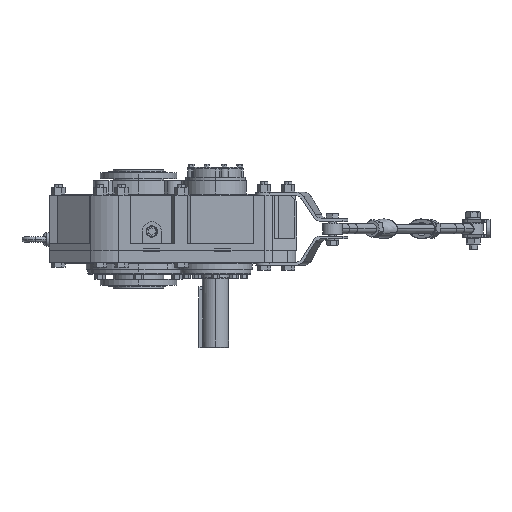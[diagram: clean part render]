
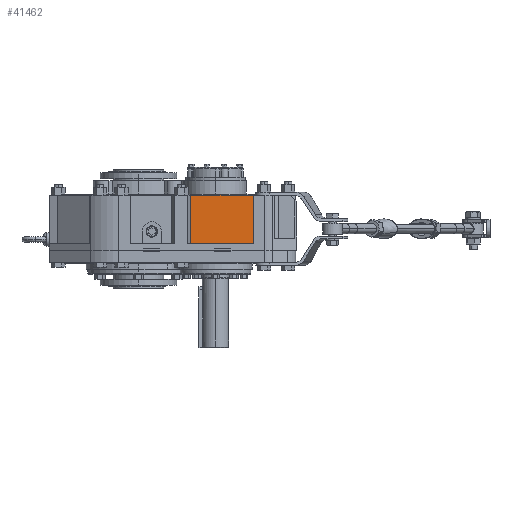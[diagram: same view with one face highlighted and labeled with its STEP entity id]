
A CAD part, left-side view. The second image highlights one B-rep face of the part: STEP entity #41462.
In plain terms, the highlighted planar face has unit normal (-1, 0, 0).
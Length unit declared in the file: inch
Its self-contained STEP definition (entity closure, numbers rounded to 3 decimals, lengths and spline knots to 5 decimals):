
#541 = LINE ( 'NONE', #19075, #30913 ) ;
#1709 = ORIENTED_EDGE ( 'NONE', *, *, #29036, .T. ) ;
#2643 = DIRECTION ( 'NONE',  ( 0., -1., 0. ) ) ;
#2845 = ORIENTED_EDGE ( 'NONE', *, *, #3259, .F. ) ;
#3259 = EDGE_CURVE ( 'NONE', #14239, #45317, #29649, .T. ) ;
#3822 = CARTESIAN_POINT ( 'NONE',  ( -5.98425, -8.46457, 0.47244 ) ) ;
#4138 = CARTESIAN_POINT ( 'NONE',  ( -5.98425, 0., 0.47244 ) ) ;
#4821 = VERTEX_POINT ( 'NONE', #35480 ) ;
#4928 = DIRECTION ( 'NONE',  ( 0., -1., 0. ) ) ;
#9176 = CARTESIAN_POINT ( 'NONE',  ( -5.98425, -3.83839, -2.97379 ) ) ;
#10898 = AXIS2_PLACEMENT_3D ( 'NONE', #4138, #37152, #12438 ) ;
#12438 = DIRECTION ( 'NONE',  ( 0., -1., 0. ) ) ;
#12808 = ORIENTED_EDGE ( 'NONE', *, *, #34349, .T. ) ;
#13287 = DIRECTION ( 'NONE',  ( 0., 0., 1. ) ) ;
#14239 = VERTEX_POINT ( 'NONE', #16727 ) ;
#15525 = VECTOR ( 'NONE', #40648, 39.37008 ) ;
#16727 = CARTESIAN_POINT ( 'NONE',  ( -5.98425, -3.83839, 0.47244 ) ) ;
#18657 = VECTOR ( 'NONE', #13287, 39.37008 ) ;
#19075 = CARTESIAN_POINT ( 'NONE',  ( -5.98425, 0., 0.47244 ) ) ;
#26512 = LINE ( 'NONE', #48769, #15525 ) ;
#29036 = EDGE_CURVE ( 'NONE', #35157, #4821, #26512, .T. ) ;
#29217 = VECTOR ( 'NONE', #4928, 39.37008 ) ;
#29649 = LINE ( 'NONE', #9176, #18657 ) ;
#29702 = CARTESIAN_POINT ( 'NONE',  ( -5.98425, 0., 4.05512 ) ) ;
#29801 = ORIENTED_EDGE ( 'NONE', *, *, #51640, .F. ) ;
#30913 = VECTOR ( 'NONE', #2643, 39.37008 ) ;
#34349 = EDGE_CURVE ( 'NONE', #14239, #35157, #541, .T. ) ;
#34952 = FACE_OUTER_BOUND ( 'NONE', #47570, .T. ) ;
#35157 = VERTEX_POINT ( 'NONE', #3822 ) ;
#35480 = CARTESIAN_POINT ( 'NONE',  ( -5.98425, -8.46457, 4.05512 ) ) ;
#35812 = CARTESIAN_POINT ( 'NONE',  ( -5.98425, -3.83839, 4.05512 ) ) ;
#37152 = DIRECTION ( 'NONE',  ( -1., 0., 0. ) ) ;
#40212 = LINE ( 'NONE', #29702, #29217 ) ;
#40648 = DIRECTION ( 'NONE',  ( 0., 0., 1. ) ) ;
#41462 = ADVANCED_FACE ( 'NONE', ( #34952 ), #45306, .T. ) ;
#45306 = PLANE ( 'NONE',  #10898 ) ;
#45317 = VERTEX_POINT ( 'NONE', #35812 ) ;
#47570 = EDGE_LOOP ( 'NONE', ( #12808, #1709, #29801, #2845 ) ) ;
#48769 = CARTESIAN_POINT ( 'NONE',  ( -5.98425, -8.46457, -2.97379 ) ) ;
#51640 = EDGE_CURVE ( 'NONE', #45317, #4821, #40212, .T. ) ;
